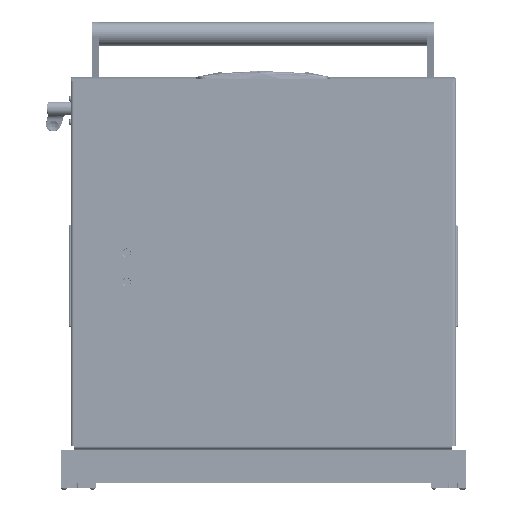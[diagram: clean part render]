
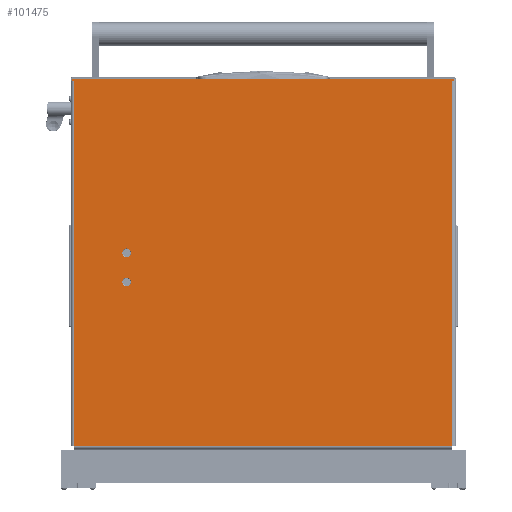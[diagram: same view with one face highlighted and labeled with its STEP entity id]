
A CAD part, front view. The second image highlights one B-rep face of the part: STEP entity #101475.
In plain terms, the highlighted face is planar.
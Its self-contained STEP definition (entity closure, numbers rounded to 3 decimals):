
#1850 = CARTESIAN_POINT ( 'NONE',  ( 0., 452., 0. ) ) ;
#5236 = EDGE_LOOP ( 'NONE', ( #87863, #15436, #26078, #116157, #18329, #108389, #26495, #87654 ) ) ;
#5867 = CARTESIAN_POINT ( 'NONE',  ( 0., 452., 0. ) ) ;
#6145 = VECTOR ( 'NONE', #66024, 1000. ) ;
#7266 = PLANE ( 'NONE',  #121252 ) ;
#10970 = CIRCLE ( 'NONE', #47780, 5.2 ) ;
#13122 = CARTESIAN_POINT ( 'NONE',  ( 240., 389., 0. ) ) ;
#13587 = DIRECTION ( 'NONE',  ( 0., 0., -1. ) ) ;
#13820 = ORIENTED_EDGE ( 'NONE', *, *, #130901, .F. ) ;
#14396 = EDGE_CURVE ( 'NONE', #112490, #17757, #137558, .T. ) ;
#15287 = VERTEX_POINT ( 'NONE', #82627 ) ;
#15436 = ORIENTED_EDGE ( 'NONE', *, *, #90089, .T. ) ;
#15845 = CARTESIAN_POINT ( 'NONE',  ( 436., 0., 0. ) ) ;
#17098 = CARTESIAN_POINT ( 'NONE',  ( 0., 452., 0. ) ) ;
#17203 = VERTEX_POINT ( 'NONE', #91242 ) ;
#17757 = VERTEX_POINT ( 'NONE', #125549 ) ;
#18329 = ORIENTED_EDGE ( 'NONE', *, *, #110849, .F. ) ;
#18458 = EDGE_LOOP ( 'NONE', ( #104987, #128535 ) ) ;
#19580 = VERTEX_POINT ( 'NONE', #40608 ) ;
#19826 = VERTEX_POINT ( 'NONE', #5867 ) ;
#23418 = CARTESIAN_POINT ( 'NONE',  ( 0., -4., 0. ) ) ;
#26078 = ORIENTED_EDGE ( 'NONE', *, *, #14396, .T. ) ;
#26495 = ORIENTED_EDGE ( 'NONE', *, *, #74528, .T. ) ;
#26756 = AXIS2_PLACEMENT_3D ( 'NONE', #13122, #13587, #45954 ) ;
#27826 = DIRECTION ( 'NONE',  ( 0., 0., -1. ) ) ;
#28131 = LINE ( 'NONE', #23418, #100554 ) ;
#28577 = EDGE_CURVE ( 'NONE', #15287, #19580, #75220, .T. ) ;
#29431 = LINE ( 'NONE', #35199, #96930 ) ;
#30710 = DIRECTION ( 'NONE',  ( 1., 0., 0. ) ) ;
#31590 = LINE ( 'NONE', #107456, #68801 ) ;
#32000 = EDGE_CURVE ( 'NONE', #17757, #119094, #83229, .T. ) ;
#33227 = VERTEX_POINT ( 'NONE', #46695 ) ;
#35199 = CARTESIAN_POINT ( 'NONE',  ( 0., -2., 0. ) ) ;
#37709 = DIRECTION ( 'NONE',  ( -1., 0., 0. ) ) ;
#38646 = DIRECTION ( 'NONE',  ( -1., 0., 0. ) ) ;
#38776 = AXIS2_PLACEMENT_3D ( 'NONE', #102770, #102285, #37709 ) ;
#39773 = DIRECTION ( 'NONE',  ( 1., 0., 0. ) ) ;
#40608 = CARTESIAN_POINT ( 'NONE',  ( 245.2, 389., 0. ) ) ;
#41628 = LINE ( 'NONE', #48032, #92306 ) ;
#45276 = EDGE_CURVE ( 'NONE', #17203, #84887, #41628, .T. ) ;
#45954 = DIRECTION ( 'NONE',  ( -1., 0., 0. ) ) ;
#46695 = CARTESIAN_POINT ( 'NONE',  ( 210.2, 389., 0. ) ) ;
#47780 = AXIS2_PLACEMENT_3D ( 'NONE', #111775, #100445, #68415 ) ;
#48032 = CARTESIAN_POINT ( 'NONE',  ( 0., -4., 0. ) ) ;
#52408 = VERTEX_POINT ( 'NONE', #128464 ) ;
#52641 = EDGE_CURVE ( 'NONE', #87559, #19826, #128357, .T. ) ;
#56085 = EDGE_CURVE ( 'NONE', #84887, #120664, #31590, .T. ) ;
#57828 = EDGE_CURVE ( 'NONE', #19580, #15287, #125118, .T. ) ;
#65395 = VECTOR ( 'NONE', #72337, 1000. ) ;
#65560 = CARTESIAN_POINT ( 'NONE',  ( -2., -4., 0. ) ) ;
#66024 = DIRECTION ( 'NONE',  ( 0., 1., 0. ) ) ;
#66612 = DIRECTION ( 'NONE',  ( 0., 1., 0. ) ) ;
#67592 = VECTOR ( 'NONE', #98708, 1000. ) ;
#67757 = DIRECTION ( 'NONE',  ( -1., 0., 0. ) ) ;
#68415 = DIRECTION ( 'NONE',  ( -1., 0., 0. ) ) ;
#68801 = VECTOR ( 'NONE', #30710, 1000. ) ;
#72337 = DIRECTION ( 'NONE',  ( 0., -1., 0. ) ) ;
#74528 = EDGE_CURVE ( 'NONE', #87559, #120664, #131111, .T. ) ;
#75220 = CIRCLE ( 'NONE', #38776, 5.2 ) ;
#78843 = CIRCLE ( 'NONE', #132796, 5.2 ) ;
#82627 = CARTESIAN_POINT ( 'NONE',  ( 234.8, 389., 0. ) ) ;
#83229 = LINE ( 'NONE', #105297, #96750 ) ;
#83688 = CARTESIAN_POINT ( 'NONE',  ( 436., 452., 0. ) ) ;
#84887 = VERTEX_POINT ( 'NONE', #122152 ) ;
#87559 = VERTEX_POINT ( 'NONE', #95431 ) ;
#87654 = ORIENTED_EDGE ( 'NONE', *, *, #56085, .F. ) ;
#87863 = ORIENTED_EDGE ( 'NONE', *, *, #45276, .F. ) ;
#90089 = EDGE_CURVE ( 'NONE', #17203, #112490, #29431, .T. ) ;
#91242 = CARTESIAN_POINT ( 'NONE',  ( 0., -2., 0. ) ) ;
#91612 = FACE_OUTER_BOUND ( 'NONE', #5236, .T. ) ;
#92306 = VECTOR ( 'NONE', #112652, 1000. ) ;
#92789 = EDGE_CURVE ( 'NONE', #33227, #52408, #78843, .T. ) ;
#95431 = CARTESIAN_POINT ( 'NONE',  ( 436., 452., 0. ) ) ;
#96750 = VECTOR ( 'NONE', #39773, 1000. ) ;
#96930 = VECTOR ( 'NONE', #67757, 1000. ) ;
#98708 = DIRECTION ( 'NONE',  ( -1., 0., 0. ) ) ;
#100445 = DIRECTION ( 'NONE',  ( 0., 0., -1. ) ) ;
#100554 = VECTOR ( 'NONE', #66612, 1000. ) ;
#101475 = ADVANCED_FACE ( 'NONE', ( #110018, #120242, #91612 ), #7266, .T. ) ;
#102285 = DIRECTION ( 'NONE',  ( 0., 0., -1. ) ) ;
#102770 = CARTESIAN_POINT ( 'NONE',  ( 240., 389., 0. ) ) ;
#104987 = ORIENTED_EDGE ( 'NONE', *, *, #28577, .F. ) ;
#105297 = CARTESIAN_POINT ( 'NONE',  ( 0., 454., 0. ) ) ;
#107456 = CARTESIAN_POINT ( 'NONE',  ( 0., 0., 0. ) ) ;
#108389 = ORIENTED_EDGE ( 'NONE', *, *, #52641, .F. ) ;
#110018 = FACE_BOUND ( 'NONE', #115996, .T. ) ;
#110849 = EDGE_CURVE ( 'NONE', #19826, #119094, #28131, .T. ) ;
#111410 = CARTESIAN_POINT ( 'NONE',  ( -2., -2., 0. ) ) ;
#111775 = CARTESIAN_POINT ( 'NONE',  ( 205., 389., 0. ) ) ;
#112490 = VERTEX_POINT ( 'NONE', #111410 ) ;
#112652 = DIRECTION ( 'NONE',  ( 0., 1., 0. ) ) ;
#113125 = DIRECTION ( 'NONE',  ( 0., 0., -1. ) ) ;
#115996 = EDGE_LOOP ( 'NONE', ( #13820, #133505 ) ) ;
#116157 = ORIENTED_EDGE ( 'NONE', *, *, #32000, .T. ) ;
#119094 = VERTEX_POINT ( 'NONE', #135994 ) ;
#120242 = FACE_BOUND ( 'NONE', #18458, .T. ) ;
#120664 = VERTEX_POINT ( 'NONE', #15845 ) ;
#121252 = AXIS2_PLACEMENT_3D ( 'NONE', #17098, #27826, #124946 ) ;
#122152 = CARTESIAN_POINT ( 'NONE',  ( 0., 0., 0. ) ) ;
#124946 = DIRECTION ( 'NONE',  ( -1., 0., 0. ) ) ;
#125118 = CIRCLE ( 'NONE', #26756, 5.2 ) ;
#125549 = CARTESIAN_POINT ( 'NONE',  ( -2., 454., 0. ) ) ;
#128357 = LINE ( 'NONE', #1850, #67592 ) ;
#128464 = CARTESIAN_POINT ( 'NONE',  ( 199.8, 389., 0. ) ) ;
#128535 = ORIENTED_EDGE ( 'NONE', *, *, #57828, .F. ) ;
#130901 = EDGE_CURVE ( 'NONE', #52408, #33227, #10970, .T. ) ;
#131111 = LINE ( 'NONE', #83688, #65395 ) ;
#132796 = AXIS2_PLACEMENT_3D ( 'NONE', #134308, #113125, #38646 ) ;
#133505 = ORIENTED_EDGE ( 'NONE', *, *, #92789, .F. ) ;
#134308 = CARTESIAN_POINT ( 'NONE',  ( 205., 389., 0. ) ) ;
#135994 = CARTESIAN_POINT ( 'NONE',  ( 0., 454., 0. ) ) ;
#137558 = LINE ( 'NONE', #65560, #6145 ) ;
